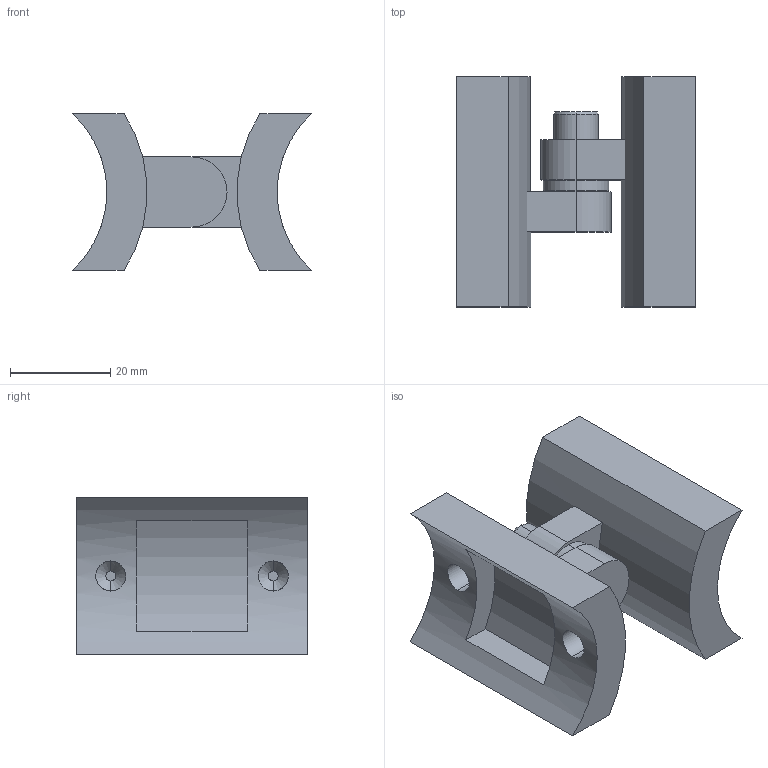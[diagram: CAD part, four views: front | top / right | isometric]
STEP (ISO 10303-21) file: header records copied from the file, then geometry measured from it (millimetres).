
FILE_DESCRIPTION (( 'STEP AP203' ), '1' );
FILE_NAME ('3D_GD5384_42,4_188744920.STEP', '2024-10-25T11:02:04', ( '' ), ( '' ), 'SwSTEP 2.0', 'SolidWorks 2023', '' );
FILE_SCHEMA (( 'CONFIG_CONTROL_DESIGN' ));
Length unit declared in the file: millimetre
Products named in the file (1): 3D_GD5384_42,4_188744920
Bounding box: 47.87 x 46 x 31.37 mm (x, y, z)
Volume: 23186.8 mm3; surface area: 12647 mm2
Topology: 2 solids, 2 shells, 65 faces, 140 edges, 90 vertices
Faces by surface type: plane 31, cylinder 24, cone 10
Entity records: 2099 total; most frequent: CARTESIAN_POINT 560, DIRECTION 322, ORIENTED_EDGE 280, EDGE_CURVE 140, AXIS2_PLACEMENT_3D 124, VERTEX_POINT 90, EDGE_LOOP 78, LINE 74
